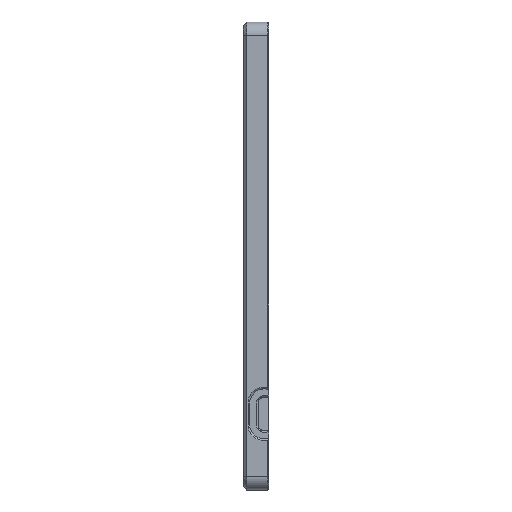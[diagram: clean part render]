
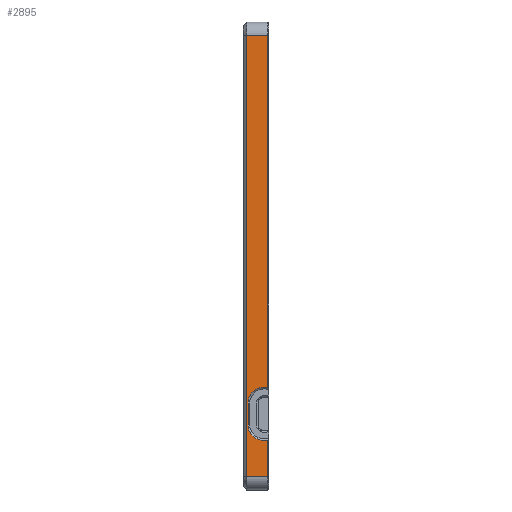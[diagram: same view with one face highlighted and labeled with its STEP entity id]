
A CAD part, left-side view. The second image highlights one B-rep face of the part: STEP entity #2895.
In plain terms, the highlighted planar face has unit normal (-1, 0, 0).
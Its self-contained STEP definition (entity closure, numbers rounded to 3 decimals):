
#104=CIRCLE('',#3120,4.768);
#106=CIRCLE('',#3123,4.768);
#107=CIRCLE('',#3124,4.738);
#108=CIRCLE('',#3125,4.738);
#241=FACE_OUTER_BOUND('',#428,.T.);
#428=EDGE_LOOP('',(#2037,#2038,#2039,#2040,#2041,#2042,#2043,#2044,#2045,
#2046,#2047,#2048));
#603=LINE('',#4300,#902);
#664=LINE('',#4531,#963);
#665=LINE('',#4533,#964);
#666=LINE('',#4535,#965);
#667=LINE('',#4537,#966);
#668=LINE('',#4541,#967);
#669=LINE('',#4545,#968);
#670=LINE('',#4548,#969);
#902=VECTOR('',#3388,10.);
#963=VECTOR('',#3535,10.);
#964=VECTOR('',#3536,10.);
#965=VECTOR('',#3537,10.);
#966=VECTOR('',#3538,10.);
#967=VECTOR('',#3541,10.);
#968=VECTOR('',#3544,10.);
#969=VECTOR('',#3547,10.);
#1211=VERTEX_POINT('',#4291);
#1214=VERTEX_POINT('',#4298);
#1312=VERTEX_POINT('',#4524);
#1314=VERTEX_POINT('',#4530);
#1315=VERTEX_POINT('',#4532);
#1316=VERTEX_POINT('',#4534);
#1317=VERTEX_POINT('',#4536);
#1318=VERTEX_POINT('',#4538);
#1319=VERTEX_POINT('',#4540);
#1320=VERTEX_POINT('',#4542);
#1321=VERTEX_POINT('',#4544);
#1322=VERTEX_POINT('',#4546);
#1483=EDGE_CURVE('',#1214,#1211,#603,.T.);
#1586=EDGE_CURVE('',#1211,#1312,#104,.T.);
#1589=EDGE_CURVE('',#1214,#1314,#664,.T.);
#1590=EDGE_CURVE('',#1315,#1314,#665,.T.);
#1591=EDGE_CURVE('',#1316,#1315,#666,.T.);
#1592=EDGE_CURVE('',#1317,#1316,#667,.T.);
#1593=EDGE_CURVE('',#1318,#1317,#106,.T.);
#1594=EDGE_CURVE('',#1319,#1318,#668,.T.);
#1595=EDGE_CURVE('',#1320,#1319,#107,.T.);
#1596=EDGE_CURVE('',#1321,#1320,#669,.T.);
#1597=EDGE_CURVE('',#1322,#1321,#108,.T.);
#1598=EDGE_CURVE('',#1312,#1322,#670,.T.);
#2037=ORIENTED_EDGE('',*,*,#1483,.F.);
#2038=ORIENTED_EDGE('',*,*,#1589,.T.);
#2039=ORIENTED_EDGE('',*,*,#1590,.F.);
#2040=ORIENTED_EDGE('',*,*,#1591,.F.);
#2041=ORIENTED_EDGE('',*,*,#1592,.F.);
#2042=ORIENTED_EDGE('',*,*,#1593,.F.);
#2043=ORIENTED_EDGE('',*,*,#1594,.F.);
#2044=ORIENTED_EDGE('',*,*,#1595,.F.);
#2045=ORIENTED_EDGE('',*,*,#1596,.F.);
#2046=ORIENTED_EDGE('',*,*,#1597,.F.);
#2047=ORIENTED_EDGE('',*,*,#1598,.F.);
#2048=ORIENTED_EDGE('',*,*,#1586,.F.);
#2795=PLANE('',#3122);
#2895=ADVANCED_FACE('',(#241),#2795,.T.);
#3120=AXIS2_PLACEMENT_3D('',#4525,#3528,#3529);
#3122=AXIS2_PLACEMENT_3D('',#4529,#3533,#3534);
#3123=AXIS2_PLACEMENT_3D('',#4539,#3539,#3540);
#3124=AXIS2_PLACEMENT_3D('',#4543,#3542,#3543);
#3125=AXIS2_PLACEMENT_3D('',#4547,#3545,#3546);
#3388=DIRECTION('',(0.,0.,-1.));
#3528=DIRECTION('center_axis',(-1.,0.,0.));
#3529=DIRECTION('ref_axis',(0.,-1.,0.));
#3533=DIRECTION('center_axis',(-1.,0.,0.));
#3534=DIRECTION('ref_axis',(0.,0.,1.));
#3535=DIRECTION('',(0.,1.,0.));
#3536=DIRECTION('',(0.,0.,1.));
#3537=DIRECTION('',(0.,1.,0.));
#3538=DIRECTION('',(0.,0.,-1.));
#3539=DIRECTION('center_axis',(-1.,0.,0.));
#3540=DIRECTION('ref_axis',(0.,0.,-1.));
#3541=DIRECTION('',(0.,-1.,0.));
#3542=DIRECTION('center_axis',(-1.,0.,0.));
#3543=DIRECTION('ref_axis',(0.,1.,0.));
#3544=DIRECTION('',(0.,0.,-1.));
#3545=DIRECTION('center_axis',(-1.,0.,0.));
#3546=DIRECTION('ref_axis',(0.,0.,1.));
#3547=DIRECTION('',(0.,1.,0.));
#4291=CARTESIAN_POINT('',(-220.025,1.7,10.688));
#4298=CARTESIAN_POINT('',(-220.025,1.7,116.013));
#4300=CARTESIAN_POINT('',(-220.025,1.7,17.003));
#4524=CARTESIAN_POINT('',(-220.025,2.268,10.722));
#4525=CARTESIAN_POINT('Origin',(-220.025,2.268,5.954));
#4529=CARTESIAN_POINT('Origin',(-220.025,1.5,-16.));
#4530=CARTESIAN_POINT('',(-220.025,8.,116.013));
#4531=CARTESIAN_POINT('',(-220.025,1.5,116.013));
#4532=CARTESIAN_POINT('',(-220.025,8.,-16.));
#4533=CARTESIAN_POINT('',(-220.025,8.,17.003));
#4534=CARTESIAN_POINT('',(-220.025,1.7,-16.));
#4535=CARTESIAN_POINT('',(-220.025,1.5,-16.));
#4536=CARTESIAN_POINT('',(-220.025,1.7,-5.16));
#4537=CARTESIAN_POINT('',(-220.025,1.7,17.003));
#4538=CARTESIAN_POINT('',(-220.025,2.268,-5.194));
#4539=CARTESIAN_POINT('Origin',(-220.025,2.268,-0.426));
#4540=CARTESIAN_POINT('',(-220.025,2.898,-5.194));
#4541=CARTESIAN_POINT('',(-220.025,1.884,-5.194));
#4542=CARTESIAN_POINT('',(-220.025,7.636,-0.456));
#4543=CARTESIAN_POINT('Origin',(-220.025,2.898,-0.456));
#4544=CARTESIAN_POINT('',(-220.025,7.636,5.984));
#4545=CARTESIAN_POINT('',(-220.025,7.636,-8.228));
#4546=CARTESIAN_POINT('',(-220.025,2.898,10.722));
#4547=CARTESIAN_POINT('Origin',(-220.025,2.898,5.984));
#4548=CARTESIAN_POINT('',(-220.025,2.199,10.722));
